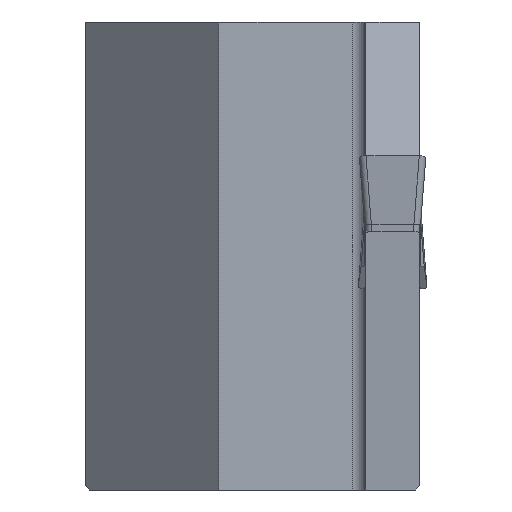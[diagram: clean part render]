
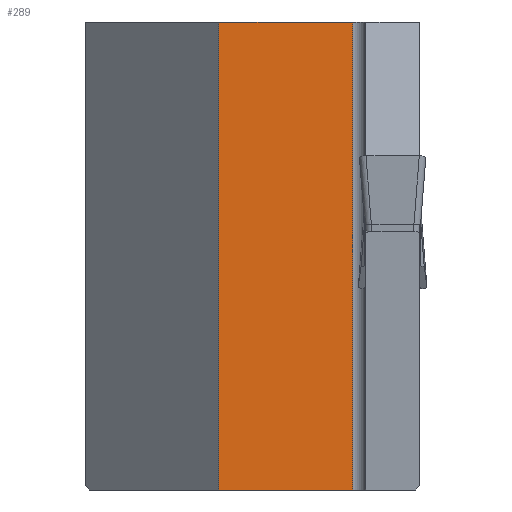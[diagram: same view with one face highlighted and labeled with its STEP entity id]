
A CAD part, left-side view. The second image highlights one B-rep face of the part: STEP entity #289.
In plain terms, the highlighted planar face has unit normal (-1, 0, 0).
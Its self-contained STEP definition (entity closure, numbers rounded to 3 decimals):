
#289=ADVANCED_FACE('',(#398),#350,.T.);
#350=PLANE('',#1371);
#398=FACE_OUTER_BOUND('',#459,.T.);
#459=EDGE_LOOP('',(#556,#557,#558,#559));
#556=ORIENTED_EDGE('',*,*,#954,.F.);
#557=ORIENTED_EDGE('',*,*,#972,.T.);
#558=ORIENTED_EDGE('',*,*,#973,.T.);
#559=ORIENTED_EDGE('',*,*,#974,.T.);
#851=VERTEX_POINT('',#1791);
#852=VERTEX_POINT('',#1793);
#866=VERTEX_POINT('',#1830);
#867=VERTEX_POINT('',#1832);
#954=EDGE_CURVE('',#851,#852,#1112,.T.);
#972=EDGE_CURVE('',#851,#866,#1128,.T.);
#973=EDGE_CURVE('',#866,#867,#1129,.T.);
#974=EDGE_CURVE('',#867,#852,#1130,.T.);
#1112=LINE('',#1792,#1243);
#1128=LINE('',#1829,#1259);
#1129=LINE('',#1831,#1260);
#1130=LINE('',#1833,#1261);
#1243=VECTOR('',#1470,1.);
#1259=VECTOR('',#1500,1.);
#1260=VECTOR('',#1501,1.);
#1261=VECTOR('',#1502,1.);
#1371=AXIS2_PLACEMENT_3D('',#1834,#1503,#1504);
#1470=DIRECTION('',(0.,-1.,0.));
#1500=DIRECTION('',(0.,0.,-1.));
#1501=DIRECTION('',(0.,-1.,0.));
#1502=DIRECTION('',(0.,0.,1.));
#1503=DIRECTION('',(-1.,0.,0.));
#1504=DIRECTION('',(0.,0.,1.));
#1791=CARTESIAN_POINT('',(26.,-10.,10.));
#1792=CARTESIAN_POINT('',(26.,4.,10.));
#1793=CARTESIAN_POINT('',(26.,-20.,10.));
#1829=CARTESIAN_POINT('',(26.,-10.,-30.));
#1830=CARTESIAN_POINT('',(26.,-10.,-25.));
#1831=CARTESIAN_POINT('',(26.,4.,-25.));
#1832=CARTESIAN_POINT('',(26.,-20.,-25.));
#1833=CARTESIAN_POINT('',(26.,-20.,10.));
#1834=CARTESIAN_POINT('',(26.,4.,10.));
